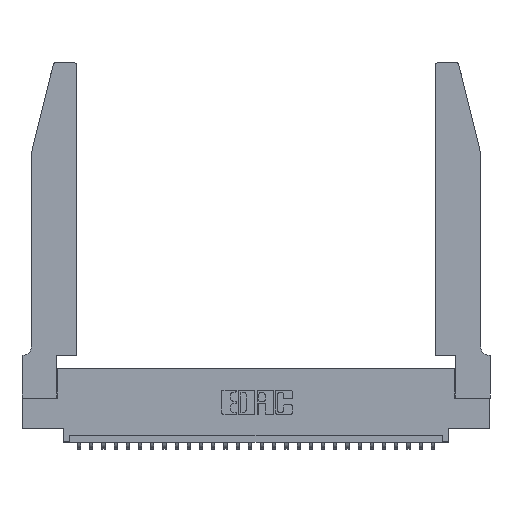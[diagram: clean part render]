
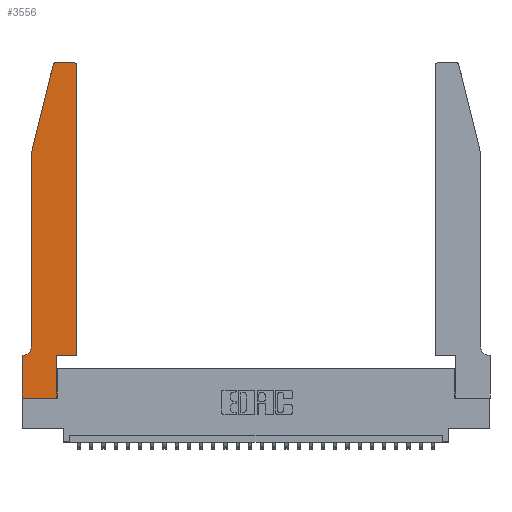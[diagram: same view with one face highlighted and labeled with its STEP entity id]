
A CAD part, top view. The second image highlights one B-rep face of the part: STEP entity #3556.
In plain terms, the highlighted planar face has unit normal (0, 0, 1).
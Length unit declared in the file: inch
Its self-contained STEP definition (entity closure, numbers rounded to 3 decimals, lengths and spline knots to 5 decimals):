
#55 = EDGE_CURVE ( 'NONE', #11526, #17682, #20926, .T. ) ;
#404 = EDGE_CURVE ( 'NONE', #13523, #15460, #22982, .T. ) ;
#477 = CARTESIAN_POINT ( 'NONE',  ( 0.0055, 0.35, 0.37 ) ) ;
#939 = AXIS2_PLACEMENT_3D ( 'NONE', #9899, #25587, #21314 ) ;
#1254 = EDGE_CURVE ( 'NONE', #18275, #21672, #12793, .T. ) ;
#1287 = VERTEX_POINT ( 'NONE', #25145 ) ;
#1806 = VERTEX_POINT ( 'NONE', #14253 ) ;
#1814 = DIRECTION ( 'NONE',  ( 1., 0., 0. ) ) ;
#1876 = DIRECTION ( 'NONE',  ( 1., 0., 0. ) ) ;
#2124 = CIRCLE ( 'NONE', #25639, 0.07 ) ;
#2401 = ORIENTED_EDGE ( 'NONE', *, *, #404, .T. ) ;
#2418 = EDGE_CURVE ( 'NONE', #12854, #13523, #23931, .T. ) ;
#3258 = PLANE ( 'NONE',  #939 ) ;
#3556 = ADVANCED_FACE ( 'NONE', ( #10433 ), #3258, .T. ) ;
#3722 = ORIENTED_EDGE ( 'NONE', *, *, #21176, .T. ) ;
#3906 = VECTOR ( 'NONE', #17658, 39.37008 ) ;
#4448 = DIRECTION ( 'NONE',  ( 0., -1., 0. ) ) ;
#4543 = VECTOR ( 'NONE', #26995, 39.37008 ) ;
#4579 = VECTOR ( 'NONE', #22755, 39.37008 ) ;
#5302 = VERTEX_POINT ( 'NONE', #9603 ) ;
#5650 = ORIENTED_EDGE ( 'NONE', *, *, #15440, .T. ) ;
#5766 = DIRECTION ( 'NONE',  ( 0., 0., 1. ) ) ;
#5961 = VECTOR ( 'NONE', #1876, 39.37008 ) ;
#6391 = VERTEX_POINT ( 'NONE', #13161 ) ;
#6456 = CARTESIAN_POINT ( 'NONE',  ( 0.0755, 0.35, 0.37 ) ) ;
#6670 = CARTESIAN_POINT ( 'NONE',  ( 0.284, 2.72, 0.37 ) ) ;
#6703 = ORIENTED_EDGE ( 'NONE', *, *, #28753, .T. ) ;
#6827 = VECTOR ( 'NONE', #14313, 39.37008 ) ;
#6850 = DIRECTION ( 'NONE',  ( -1., 0., 0. ) ) ;
#7065 = DIRECTION ( 'NONE',  ( -0.239, -0.971, 0. ) ) ;
#7211 = CARTESIAN_POINT ( 'NONE',  ( 0.2605, 2.75, 0.37 ) ) ;
#7973 = LINE ( 'NONE', #15655, #28730 ) ;
#9603 = CARTESIAN_POINT ( 'NONE',  ( 0.2865, 0.35, 0.37 ) ) ;
#9728 = CARTESIAN_POINT ( 'NONE',  ( 0.0755, 2., 0.37 ) ) ;
#9899 = CARTESIAN_POINT ( 'NONE',  ( 0., 0.35, 0.37 ) ) ;
#10184 = AXIS2_PLACEMENT_3D ( 'NONE', #12491, #5766, #1814 ) ;
#10433 = FACE_OUTER_BOUND ( 'NONE', #20055, .T. ) ;
#10551 = DIRECTION ( 'NONE',  ( 0., 0., -1. ) ) ;
#10752 = CARTESIAN_POINT ( 'NONE',  ( 0.4505, 2.72, 0.37 ) ) ;
#10794 = VERTEX_POINT ( 'NONE', #9728 ) ;
#11526 = VERTEX_POINT ( 'NONE', #477 ) ;
#12491 = CARTESIAN_POINT ( 'NONE',  ( 0.4205, 2.72, 0.37 ) ) ;
#12793 = LINE ( 'NONE', #27414, #20874 ) ;
#12854 = VERTEX_POINT ( 'NONE', #28539 ) ;
#12897 = AXIS2_PLACEMENT_3D ( 'NONE', #6670, #17938, #13280 ) ;
#13023 = CARTESIAN_POINT ( 'NONE',  ( 0.0055, 0.42, 0.37 ) ) ;
#13032 = CARTESIAN_POINT ( 'NONE',  ( 0.4505, 0.35, 0.37 ) ) ;
#13161 = CARTESIAN_POINT ( 'NONE',  ( 0.284, 2.75, 0.37 ) ) ;
#13280 = DIRECTION ( 'NONE',  ( 1., 0., 0. ) ) ;
#13388 = LINE ( 'NONE', #13032, #5961 ) ;
#13523 = VERTEX_POINT ( 'NONE', #10752 ) ;
#13600 = EDGE_CURVE ( 'NONE', #5302, #12854, #13388, .T. ) ;
#13626 = ORIENTED_EDGE ( 'NONE', *, *, #22030, .T. ) ;
#13651 = CARTESIAN_POINT ( 'NONE',  ( 0.0755, 2., 0.37 ) ) ;
#13678 = CIRCLE ( 'NONE', #12897, 0.03 ) ;
#13703 = ORIENTED_EDGE ( 'NONE', *, *, #2418, .T. ) ;
#14253 = CARTESIAN_POINT ( 'NONE',  ( 0.0755, 0.42, 0.37 ) ) ;
#14313 = DIRECTION ( 'NONE',  ( 0., 1., 0. ) ) ;
#14844 = CARTESIAN_POINT ( 'NONE',  ( 0.2865, 0., 0.37 ) ) ;
#15285 = DIRECTION ( 'NONE',  ( -1., 0., 0. ) ) ;
#15440 = EDGE_CURVE ( 'NONE', #6391, #1287, #13678, .T. ) ;
#15460 = VERTEX_POINT ( 'NONE', #21814 ) ;
#15572 = CARTESIAN_POINT ( 'NONE',  ( 0., 0., 0.37 ) ) ;
#15655 = CARTESIAN_POINT ( 'NONE',  ( 0.0755, 2., 0.37 ) ) ;
#16222 = CARTESIAN_POINT ( 'NONE',  ( 0., 0., 0.37 ) ) ;
#16307 = ORIENTED_EDGE ( 'NONE', *, *, #18266, .T. ) ;
#16600 = LINE ( 'NONE', #7211, #4579 ) ;
#17658 = DIRECTION ( 'NONE',  ( 0., -1., 0. ) ) ;
#17682 = VERTEX_POINT ( 'NONE', #18981 ) ;
#17938 = DIRECTION ( 'NONE',  ( 0., 0., 1. ) ) ;
#18266 = EDGE_CURVE ( 'NONE', #1287, #10794, #7973, .T. ) ;
#18275 = VERTEX_POINT ( 'NONE', #16222 ) ;
#18981 = CARTESIAN_POINT ( 'NONE',  ( 0., 0.35, 0.37 ) ) ;
#19387 = EDGE_CURVE ( 'NONE', #21672, #5302, #27543, .T. ) ;
#20055 = EDGE_LOOP ( 'NONE', ( #13626, #5650, #16307, #6703, #3722, #20230, #23507, #23371, #23432, #22492, #13703, #2401 ) ) ;
#20230 = ORIENTED_EDGE ( 'NONE', *, *, #55, .T. ) ;
#20240 = VECTOR ( 'NONE', #6850, 39.37008 ) ;
#20874 = VECTOR ( 'NONE', #22634, 39.37008 ) ;
#20926 = LINE ( 'NONE', #6456, #20240 ) ;
#21176 = EDGE_CURVE ( 'NONE', #1806, #11526, #2124, .T. ) ;
#21179 = LINE ( 'NONE', #13651, #22912 ) ;
#21314 = DIRECTION ( 'NONE',  ( 1., 0., 0. ) ) ;
#21672 = VERTEX_POINT ( 'NONE', #14844 ) ;
#21814 = CARTESIAN_POINT ( 'NONE',  ( 0.4205, 2.75, 0.37 ) ) ;
#21904 = LINE ( 'NONE', #15572, #3906 ) ;
#22030 = EDGE_CURVE ( 'NONE', #15460, #6391, #16600, .T. ) ;
#22492 = ORIENTED_EDGE ( 'NONE', *, *, #13600, .T. ) ;
#22634 = DIRECTION ( 'NONE',  ( 1., 0., 0. ) ) ;
#22755 = DIRECTION ( 'NONE',  ( -1., 0., 0. ) ) ;
#22912 = VECTOR ( 'NONE', #4448, 39.37008 ) ;
#22982 = CIRCLE ( 'NONE', #10184, 0.03 ) ;
#23371 = ORIENTED_EDGE ( 'NONE', *, *, #1254, .T. ) ;
#23432 = ORIENTED_EDGE ( 'NONE', *, *, #19387, .T. ) ;
#23507 = ORIENTED_EDGE ( 'NONE', *, *, #24127, .T. ) ;
#23931 = LINE ( 'NONE', #24930, #4543 ) ;
#24127 = EDGE_CURVE ( 'NONE', #17682, #18275, #21904, .T. ) ;
#24930 = CARTESIAN_POINT ( 'NONE',  ( 0.4505, 0.35, 0.37 ) ) ;
#25145 = CARTESIAN_POINT ( 'NONE',  ( 0.25487, 2.72718, 0.37 ) ) ;
#25587 = DIRECTION ( 'NONE',  ( 0., 0., 1. ) ) ;
#25639 = AXIS2_PLACEMENT_3D ( 'NONE', #13023, #10551, #15285 ) ;
#26995 = DIRECTION ( 'NONE',  ( 0., 1., 0. ) ) ;
#27414 = CARTESIAN_POINT ( 'NONE',  ( 0., 0., 0.37 ) ) ;
#27543 = LINE ( 'NONE', #27573, #6827 ) ;
#27573 = CARTESIAN_POINT ( 'NONE',  ( 0.2865, 0.35, 0.37 ) ) ;
#28539 = CARTESIAN_POINT ( 'NONE',  ( 0.4505, 0.35, 0.37 ) ) ;
#28730 = VECTOR ( 'NONE', #7065, 39.37008 ) ;
#28753 = EDGE_CURVE ( 'NONE', #10794, #1806, #21179, .T. ) ;
